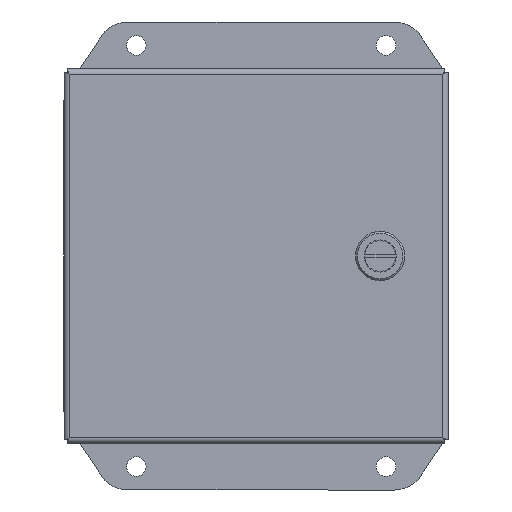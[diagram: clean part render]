
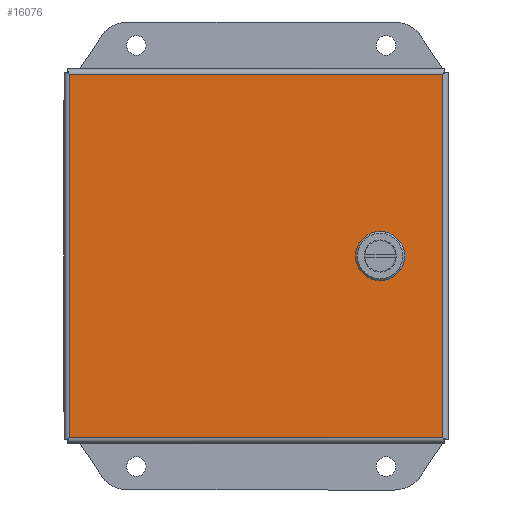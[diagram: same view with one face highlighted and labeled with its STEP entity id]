
A CAD part, front view. The second image highlights one B-rep face of the part: STEP entity #16076.
In plain terms, the highlighted planar face has unit normal (0, -1, 0).
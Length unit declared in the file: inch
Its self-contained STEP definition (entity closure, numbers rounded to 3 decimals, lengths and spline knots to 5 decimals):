
#552 = CARTESIAN_POINT ( 'NONE',  ( -3.07322, -4.61133, -2.914 ) ) ;
#568 = FACE_BOUND ( 'NONE', #12923, .T. ) ;
#631 = DIRECTION ( 'NONE',  ( -0.707, 0., -0.707 ) ) ;
#765 = VERTEX_POINT ( 'NONE', #7443 ) ;
#1115 = CARTESIAN_POINT ( 'NONE',  ( 2.91278, -4.61133, 2.914 ) ) ;
#1180 = EDGE_CURVE ( 'NONE', #6841, #765, #4221, .T. ) ;
#1196 = CARTESIAN_POINT ( 'NONE',  ( -3.07322, -4.61133, -2.914 ) ) ;
#1323 = CARTESIAN_POINT ( 'NONE',  ( 2.23778, -4.61133, -0.07559 ) ) ;
#1768 = VECTOR ( 'NONE', #14440, 39.37008 ) ;
#2284 = VERTEX_POINT ( 'NONE', #1323 ) ;
#2334 = VERTEX_POINT ( 'NONE', #4024 ) ;
#2424 = CARTESIAN_POINT ( 'NONE',  ( 1.83119, -4.61133, 0.331 ) ) ;
#2553 = AXIS2_PLACEMENT_3D ( 'NONE', #11974, #4852, #12976 ) ;
#2683 = LINE ( 'NONE', #8252, #11999 ) ;
#2784 = EDGE_CURVE ( 'NONE', #12322, #2334, #15738, .T. ) ;
#3260 = VECTOR ( 'NONE', #11848, 39.37008 ) ;
#3333 = CARTESIAN_POINT ( 'NONE',  ( 1.83119, -4.61133, 0.331 ) ) ;
#3591 = VERTEX_POINT ( 'NONE', #16704 ) ;
#3743 = EDGE_CURVE ( 'NONE', #17504, #3591, #4488, .T. ) ;
#3835 = LINE ( 'NONE', #10958, #4962 ) ;
#4024 = CARTESIAN_POINT ( 'NONE',  ( 1.98237, -4.61133, -0.331 ) ) ;
#4221 = LINE ( 'NONE', #9794, #4247 ) ;
#4247 = VECTOR ( 'NONE', #9882, 39.37008 ) ;
#4435 = VERTEX_POINT ( 'NONE', #6315 ) ;
#4488 = LINE ( 'NONE', #15787, #9782 ) ;
#4818 = ORIENTED_EDGE ( 'NONE', *, *, #12240, .F. ) ;
#4852 = DIRECTION ( 'NONE',  ( 0., -1., 0. ) ) ;
#4930 = LINE ( 'NONE', #1196, #14874 ) ;
#4962 = VECTOR ( 'NONE', #7267, 39.37008 ) ;
#5072 = CARTESIAN_POINT ( 'NONE',  ( 1.83119, -4.61133, -0.331 ) ) ;
#5786 = ORIENTED_EDGE ( 'NONE', *, *, #10302, .T. ) ;
#5804 = VECTOR ( 'NONE', #17549, 39.37008 ) ;
#5832 = EDGE_CURVE ( 'NONE', #2334, #2284, #11802, .T. ) ;
#6020 = ORIENTED_EDGE ( 'NONE', *, *, #15334, .F. ) ;
#6048 = DIRECTION ( 'NONE',  ( 1., 0., 0. ) ) ;
#6244 = EDGE_CURVE ( 'NONE', #7689, #17504, #4930, .T. ) ;
#6315 = CARTESIAN_POINT ( 'NONE',  ( 2.23778, -4.61133, 0.07559 ) ) ;
#6350 = LINE ( 'NONE', #2424, #5804 ) ;
#6379 = ORIENTED_EDGE ( 'NONE', *, *, #6244, .T. ) ;
#6566 = ORIENTED_EDGE ( 'NONE', *, *, #7376, .F. ) ;
#6841 = VERTEX_POINT ( 'NONE', #8067 ) ;
#6920 = EDGE_CURVE ( 'NONE', #11737, #7689, #2683, .T. ) ;
#7267 = DIRECTION ( 'NONE',  ( -0.707, 0., 0.707 ) ) ;
#7376 = EDGE_CURVE ( 'NONE', #2284, #4435, #14402, .T. ) ;
#7443 = CARTESIAN_POINT ( 'NONE',  ( 1.57578, -4.61133, -0.07559 ) ) ;
#7689 = VERTEX_POINT ( 'NONE', #8379 ) ;
#7800 = VECTOR ( 'NONE', #11788, 39.37008 ) ;
#7849 = VECTOR ( 'NONE', #16280, 39.37008 ) ;
#7961 = VECTOR ( 'NONE', #13010, 39.37008 ) ;
#8067 = CARTESIAN_POINT ( 'NONE',  ( 1.57578, -4.61133, 0.07559 ) ) ;
#8173 = VERTEX_POINT ( 'NONE', #12548 ) ;
#8198 = VECTOR ( 'NONE', #631, 39.37008 ) ;
#8252 = CARTESIAN_POINT ( 'NONE',  ( -3.07322, -4.61133, 2.914 ) ) ;
#8379 = CARTESIAN_POINT ( 'NONE',  ( -3.07322, -4.61133, 2.914 ) ) ;
#8894 = CARTESIAN_POINT ( 'NONE',  ( 2.23778, -4.61133, -0.07559 ) ) ;
#8960 = LINE ( 'NONE', #13423, #7800 ) ;
#9782 = VECTOR ( 'NONE', #6048, 39.37008 ) ;
#9794 = CARTESIAN_POINT ( 'NONE',  ( 1.57578, -4.61133, -0.07559 ) ) ;
#9882 = DIRECTION ( 'NONE',  ( 0., 0., -1. ) ) ;
#10121 = ORIENTED_EDGE ( 'NONE', *, *, #15335, .F. ) ;
#10302 = EDGE_CURVE ( 'NONE', #3591, #11737, #8960, .T. ) ;
#10773 = ORIENTED_EDGE ( 'NONE', *, *, #5832, .F. ) ;
#10958 = CARTESIAN_POINT ( 'NONE',  ( 1.98237, -4.61133, 0.331 ) ) ;
#11472 = ORIENTED_EDGE ( 'NONE', *, *, #3743, .T. ) ;
#11671 = CARTESIAN_POINT ( 'NONE',  ( 2.23778, -4.61133, 0.07559 ) ) ;
#11737 = VERTEX_POINT ( 'NONE', #1115 ) ;
#11763 = LINE ( 'NONE', #14578, #8198 ) ;
#11788 = DIRECTION ( 'NONE',  ( 0., 0., 1. ) ) ;
#11802 = LINE ( 'NONE', #8894, #1768 ) ;
#11848 = DIRECTION ( 'NONE',  ( 0., 0., 1. ) ) ;
#11875 = PLANE ( 'NONE',  #2553 ) ;
#11906 = LINE ( 'NONE', #5072, #7849 ) ;
#11974 = CARTESIAN_POINT ( 'NONE',  ( -3.07322, -4.61133, -2.914 ) ) ;
#11999 = VECTOR ( 'NONE', #13805, 39.37008 ) ;
#12240 = EDGE_CURVE ( 'NONE', #13115, #6841, #11763, .T. ) ;
#12322 = VERTEX_POINT ( 'NONE', #13215 ) ;
#12459 = EDGE_LOOP ( 'NONE', ( #5786, #17715, #6379, #11472 ) ) ;
#12548 = CARTESIAN_POINT ( 'NONE',  ( 1.98237, -4.61133, 0.331 ) ) ;
#12847 = ORIENTED_EDGE ( 'NONE', *, *, #1180, .F. ) ;
#12923 = EDGE_LOOP ( 'NONE', ( #14846, #10121, #12847, #4818, #6020, #14351, #6566, #10773 ) ) ;
#12976 = DIRECTION ( 'NONE',  ( 0., 0., -1. ) ) ;
#13010 = DIRECTION ( 'NONE',  ( 1., 0., 0. ) ) ;
#13115 = VERTEX_POINT ( 'NONE', #3333 ) ;
#13215 = CARTESIAN_POINT ( 'NONE',  ( 1.83119, -4.61133, -0.331 ) ) ;
#13327 = FACE_OUTER_BOUND ( 'NONE', #12459, .T. ) ;
#13423 = CARTESIAN_POINT ( 'NONE',  ( 2.91278, -4.61133, -2.914 ) ) ;
#13805 = DIRECTION ( 'NONE',  ( -1., 0., 0. ) ) ;
#14351 = ORIENTED_EDGE ( 'NONE', *, *, #15014, .F. ) ;
#14402 = LINE ( 'NONE', #11671, #3260 ) ;
#14440 = DIRECTION ( 'NONE',  ( 0.707, 0., 0.707 ) ) ;
#14578 = CARTESIAN_POINT ( 'NONE',  ( 1.57578, -4.61133, 0.07559 ) ) ;
#14846 = ORIENTED_EDGE ( 'NONE', *, *, #2784, .F. ) ;
#14874 = VECTOR ( 'NONE', #17785, 39.37008 ) ;
#15014 = EDGE_CURVE ( 'NONE', #4435, #8173, #3835, .T. ) ;
#15334 = EDGE_CURVE ( 'NONE', #8173, #13115, #6350, .T. ) ;
#15335 = EDGE_CURVE ( 'NONE', #765, #12322, #11906, .T. ) ;
#15738 = LINE ( 'NONE', #16006, #7961 ) ;
#15787 = CARTESIAN_POINT ( 'NONE',  ( -3.07322, -4.61133, -2.914 ) ) ;
#16006 = CARTESIAN_POINT ( 'NONE',  ( 1.98237, -4.61133, -0.331 ) ) ;
#16076 = ADVANCED_FACE ( 'NONE', ( #568, #13327 ), #11875, .T. ) ;
#16280 = DIRECTION ( 'NONE',  ( 0.707, 0., -0.707 ) ) ;
#16704 = CARTESIAN_POINT ( 'NONE',  ( 2.91278, -4.61133, -2.914 ) ) ;
#17504 = VERTEX_POINT ( 'NONE', #552 ) ;
#17549 = DIRECTION ( 'NONE',  ( -1., 0., 0. ) ) ;
#17715 = ORIENTED_EDGE ( 'NONE', *, *, #6920, .T. ) ;
#17785 = DIRECTION ( 'NONE',  ( 0., 0., -1. ) ) ;
